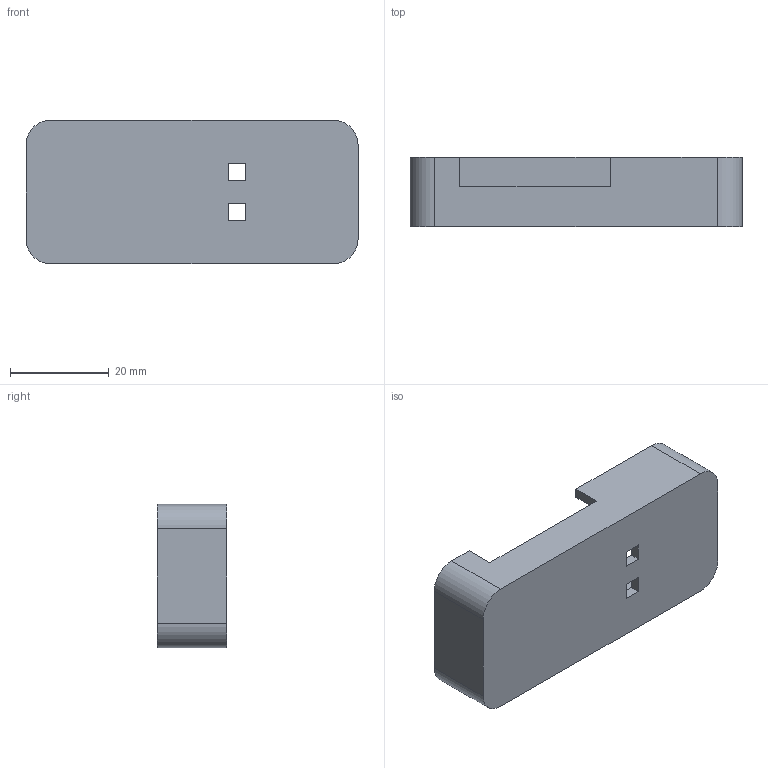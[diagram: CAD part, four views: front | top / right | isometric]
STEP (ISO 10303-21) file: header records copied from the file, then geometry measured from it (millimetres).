
FILE_DESCRIPTION(/* description */ (''),/* implementation_level */ '2;1');
FILE_NAME(/* name */ 'Bottom housing.stp',/* time_stamp */ '2023-03-11T02:37:42+08:00',/* author */ ('Kai En'),/* organization */ (''),/* preprocessor_version */ 'ST-DEVELOPER v19',/* originating_system */ 'Autodesk Inventor 2023',/* authorisation */ '');
FILE_SCHEMA (('AUTOMOTIVE_DESIGN { 1 0 10303 214 3 1 1 }'));
Length unit declared in the file: millimetre
Products named in the file (1): Bottom housing
Bounding box: 67.15 x 14 x 29.05 mm (x, y, z)
Volume: 7870 mm3; surface area: 8350.5 mm2
Topology: 1 solids, 1 shells, 49 faces, 132 edges, 88 vertices
Faces by surface type: plane 29, cylinder 20
Full cylindrical faces by diameter (mm): 3 x4
Entity records: 1603 total; most frequent: DIRECTION 274, CARTESIAN_POINT 270, ORIENTED_EDGE 264, EDGE_CURVE 132, AXIS2_PLACEMENT_3D 92, LINE 90, VECTOR 90, VERTEX_POINT 88
